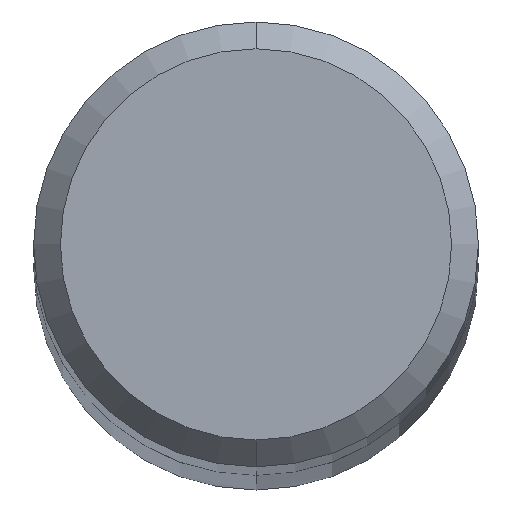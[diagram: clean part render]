
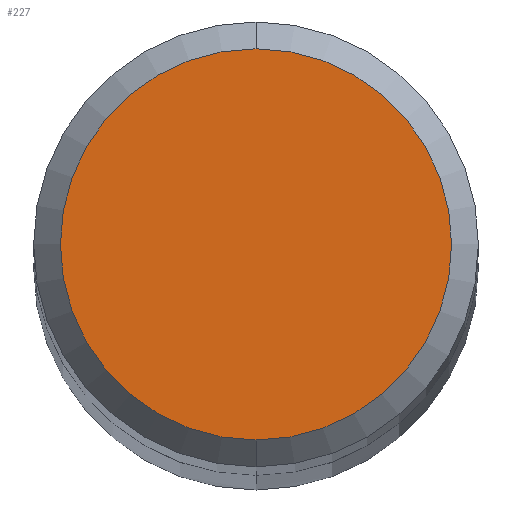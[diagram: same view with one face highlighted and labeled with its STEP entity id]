
A CAD part, top view. The second image highlights one B-rep face of the part: STEP entity #227.
In plain terms, the highlighted planar face has unit normal (0, 0, 1).
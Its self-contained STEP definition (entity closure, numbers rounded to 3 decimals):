
#227=ADVANCED_FACE('',(#495),#496,.T.);
#245=VERTEX_POINT('',#517);
#253=EDGE_CURVE('',#245,#367,#525,.T.);
#271=EDGE_CURVE('',#367,#245,#545,.T.);
#367=VERTEX_POINT('',#647);
#495=FACE_OUTER_BOUND('',#815,.T.);
#496=PLANE('',#816);
#517=CARTESIAN_POINT('',(0.0,3.65,88.0));
#525=CIRCLE('',#849,3.65);
#545=CIRCLE('',#872,3.65);
#647=CARTESIAN_POINT('',(0.,-3.65,88.0));
#815=EDGE_LOOP('',(#1374,#1375));
#816=AXIS2_PLACEMENT_3D('',#1376,#1377,#1378);
#849=AXIS2_PLACEMENT_3D('',#1423,#1424,#1425);
#872=AXIS2_PLACEMENT_3D('',#1448,#1449,#1450);
#1374=ORIENTED_EDGE('',*,*,#253,.F.);
#1375=ORIENTED_EDGE('',*,*,#271,.F.);
#1376=CARTESIAN_POINT('',(0.0,1.825,88.0));
#1377=DIRECTION('',(0.0,0.0,1.0));
#1378=DIRECTION('',(0.0,-1.0,0.0));
#1423=CARTESIAN_POINT('',(0.0,0.0,88.0));
#1424=DIRECTION('',(0.0,0.0,-1.0));
#1425=DIRECTION('',(0.0,1.0,0.0));
#1448=CARTESIAN_POINT('',(0.0,0.0,88.0));
#1449=DIRECTION('',(0.0,0.0,-1.0));
#1450=DIRECTION('',(0.0,1.0,0.0));
